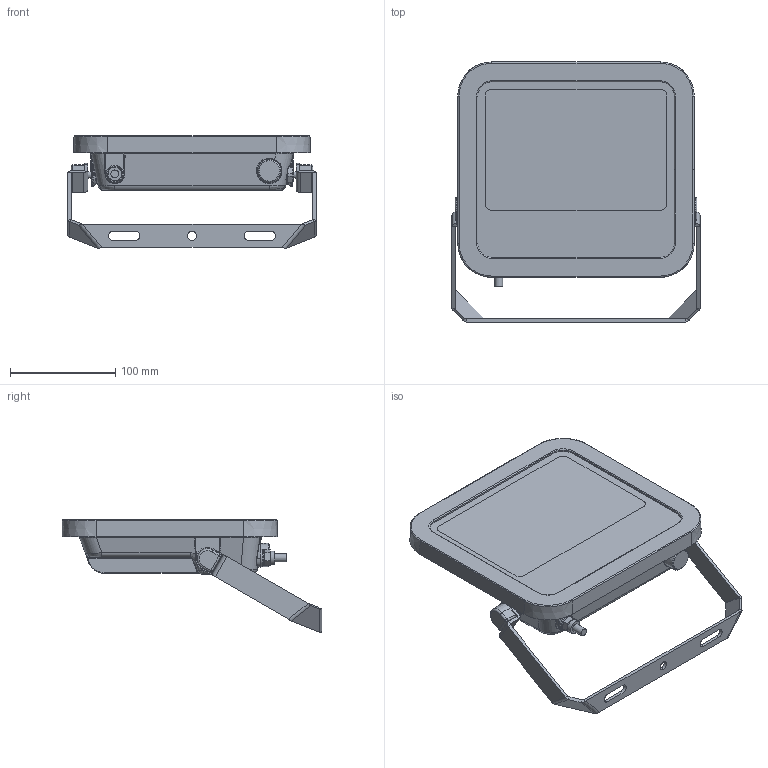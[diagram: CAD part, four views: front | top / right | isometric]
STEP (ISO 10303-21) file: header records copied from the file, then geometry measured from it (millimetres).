
FILE_DESCRIPTION (( 'STEP AP214' ), '1' );
FILE_NAME ('FL_AREA_G2_50W.STEP', '2025-06-12T06:29:11', ( '' ), ( '' ), 'SwSTEP 2.0', 'SolidWorks 2024', '' );
FILE_SCHEMA (( 'AUTOMOTIVE_DESIGN' ));
Length unit declared in the file: millimetre
Products named in the file (1): FL_AREA_G2_50W
Bounding box: 236 x 247.32 x 107.1 mm (x, y, z)
Volume: 486737.9 mm3; surface area: 338758.5 mm2
Topology: 10 solids, 10 shells, 1009 faces, 2466 edges, 1389 vertices
Faces by surface type: cylinder 334, bspline 332, plane 267, cone 35, sphere 24, torus 17
Full cylindrical faces by diameter (mm): 6.25 x2, 6.5 x2, 7.4 x1, 12.8 x1, 15.3 x1, 16.8 x1
Entity records: 42322 total; most frequent: CARTESIAN_POINT 21955, ORIENTED_EDGE 4704, DIRECTION 3619, EDGE_CURVE 2352, VERTEX_POINT 1385, AXIS2_PLACEMENT_3D 1350, EDGE_LOOP 1045, FACE_OUTER_BOUND 1018
